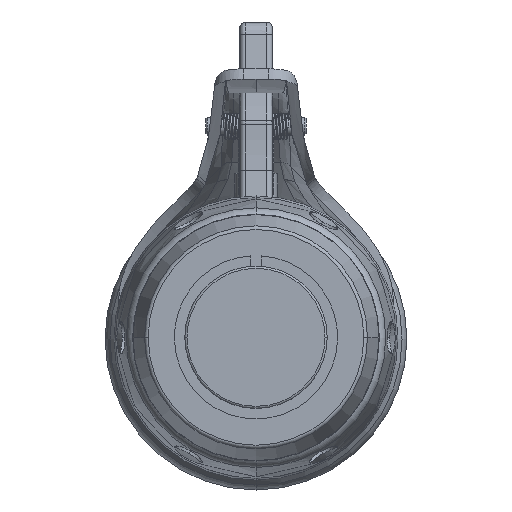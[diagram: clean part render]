
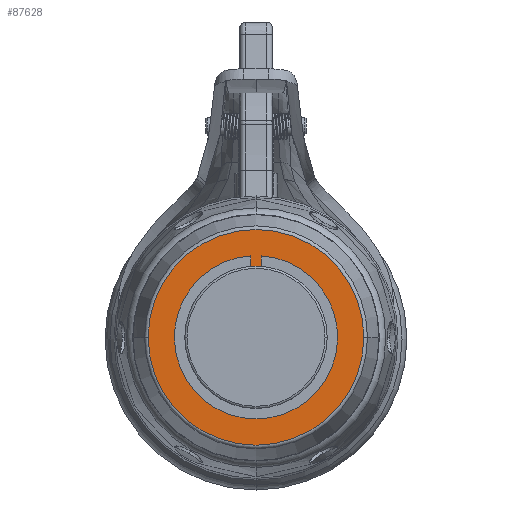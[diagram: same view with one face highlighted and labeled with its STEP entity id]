
A CAD part, top view. The second image highlights one B-rep face of the part: STEP entity #87628.
In plain terms, the highlighted planar face has unit normal (0, 0, 1).
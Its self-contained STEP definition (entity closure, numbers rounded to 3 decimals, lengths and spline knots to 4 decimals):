
#42683=CARTESIAN_POINT('',(0.,0.,4.3671));
#42684=DIRECTION('',(0.,0.,-1.));
#42685=DIRECTION('',(-1.,0.,0.));
#42686=AXIS2_PLACEMENT_3D('',#42683,#42684,#42685);
#42688=CARTESIAN_POINT('',(0.,0.,4.3671));
#42689=DIRECTION('',(0.,0.,-1.));
#42690=DIRECTION('',(1.,0.,0.));
#42691=AXIS2_PLACEMENT_3D('',#42688,#42689,#42690);
#42693=CARTESIAN_POINT('',(0.,0.,4.3671));
#42694=DIRECTION('',(0.,0.,1.));
#42695=DIRECTION('',(1.,0.,0.));
#42696=AXIS2_PLACEMENT_3D('',#42693,#42694,#42695);
#42702=CARTESIAN_POINT('',(0.,0.,4.3671));
#42703=DIRECTION('',(0.,0.,1.));
#42704=DIRECTION('',(-1.,0.,0.));
#42705=AXIS2_PLACEMENT_3D('',#42702,#42703,#42704);
#42769=DIRECTION('',(0.,1.,0.));
#42770=VECTOR('',#42769,0.0691);
#42771=CARTESIAN_POINT('',(0.028,0.3769,
4.3671));
#42772=LINE('',#42771,#42770);
#42777=CARTESIAN_POINT('',(0.,0.,4.3671));
#42778=DIRECTION('',(0.,0.,-1.));
#42779=DIRECTION('',(0.063,0.998,0.));
#42780=AXIS2_PLACEMENT_3D('',#42777,#42778,#42779);
#42786=DIRECTION('',(0.,-1.,0.));
#42787=VECTOR('',#42786,0.0691);
#42788=CARTESIAN_POINT('',(-0.028,0.446,
4.3671));
#42789=LINE('',#42788,#42787);
#42794=CARTESIAN_POINT('',(0.,0.,4.3671));
#42795=DIRECTION('',(0.,0.,-1.));
#42796=DIRECTION('',(0.074,0.997,0.));
#42797=AXIS2_PLACEMENT_3D('',#42794,#42795,#42796);
#67624=CARTESIAN_POINT('',(-0.5906,0.,4.3671));
#67625=CARTESIAN_POINT('',(0.5906,0.,4.3671));
#67626=VERTEX_POINT('',#67624);
#67627=VERTEX_POINT('',#67625);
#67644=CARTESIAN_POINT('',(0.3701,0.,4.3671));
#67645=CARTESIAN_POINT('',(-0.3701,0.,4.3671));
#67646=VERTEX_POINT('',#67644);
#67647=VERTEX_POINT('',#67645);
#67648=CARTESIAN_POINT('',(0.028,0.3769,
4.3671));
#67649=CARTESIAN_POINT('',(0.028,0.446,
4.3671));
#67650=VERTEX_POINT('',#67648);
#67651=VERTEX_POINT('',#67649);
#67652=CARTESIAN_POINT('',(-0.028,0.446,
4.3671));
#67653=VERTEX_POINT('',#67652);
#67654=CARTESIAN_POINT('',(-0.028,0.3769,
4.3671));
#67655=VERTEX_POINT('',#67654);
#87603=CARTESIAN_POINT('',(0.,0.,4.3671));
#87604=DIRECTION('',(0.,0.,1.));
#87605=DIRECTION('',(1.,0.,0.));
#87606=AXIS2_PLACEMENT_3D('',#87603,#87604,#87605);
#87607=PLANE('',#87606);
#87608=ORIENTED_EDGE('',*,*,#87570,.T.);
#87609=ORIENTED_EDGE('',*,*,#87585,.T.);
#87610=EDGE_LOOP('',(#87608,#87609));
#87611=FACE_OUTER_BOUND('',#87610,.F.);
#87613=ORIENTED_EDGE('',*,*,#87612,.T.);
#87615=ORIENTED_EDGE('',*,*,#87614,.T.);
#87616=EDGE_LOOP('',(#87613,#87615));
#87617=FACE_BOUND('',#87616,.F.);
#87619=ORIENTED_EDGE('',*,*,#87618,.F.);
#87621=ORIENTED_EDGE('',*,*,#87620,.T.);
#87623=ORIENTED_EDGE('',*,*,#87622,.F.);
#87625=ORIENTED_EDGE('',*,*,#87624,.F.);
#87626=EDGE_LOOP('',(#87619,#87621,#87623,#87625));
#87627=FACE_BOUND('',#87626,.F.);
#87628=ADVANCED_FACE('',(#87611,#87617,#87627),#87607,.T.);
#42687=CIRCLE('',#42686,0.5906);
#42692=CIRCLE('',#42691,0.5906);
#42697=CIRCLE('',#42696,0.3701);
#42706=CIRCLE('',#42705,0.3701);
#42781=CIRCLE('',#42780,0.4469);
#42798=CIRCLE('',#42797,0.378);
#87570=EDGE_CURVE('',#67626,#67627,#42687,.T.);
#87585=EDGE_CURVE('',#67627,#67626,#42692,.T.);
#87612=EDGE_CURVE('',#67646,#67647,#42697,.T.);
#87614=EDGE_CURVE('',#67647,#67646,#42706,.T.);
#87618=EDGE_CURVE('',#67650,#67651,#42772,.T.);
#87620=EDGE_CURVE('',#67650,#67655,#42798,.T.);
#87622=EDGE_CURVE('',#67653,#67655,#42789,.T.);
#87624=EDGE_CURVE('',#67651,#67653,#42781,.T.);
